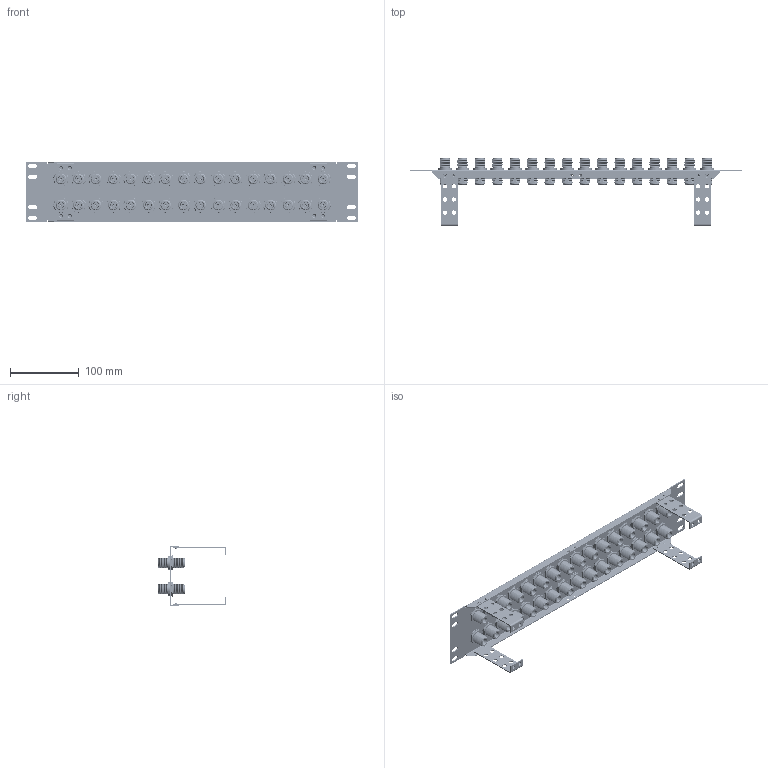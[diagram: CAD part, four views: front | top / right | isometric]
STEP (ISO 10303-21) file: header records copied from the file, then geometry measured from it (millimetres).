
FILE_DESCRIPTION (( 'STEP AP214' ), '1' );
FILE_NAME ('PR35N32CMB.STEP', '2018-11-16T18:33:42', ( '' ), ( '' ), 'SwSTEP 2.0', 'SolidWorks 2017', '' );
FILE_SCHEMA (( 'AUTOMOTIVE_DESIGN' ));
Length unit declared in the file: inch
Products named in the file (8): AXA-NFNFB; LOCKWASH-INT.625; 3AA02-017; 1AP08-005; 91771A111_91099A152; PR-CMB-B175; AXA-NFNFB_body; PR35N32CMB
Assembly tree (48 placements, depth 3):
  PR35N32CMB
    1AP08-005
    AXA-NFNFB  x32
      AXA-NFNFB_body
      LOCKWASH-INT.625
      3AA02-017
    PR-CMB-B175  x4
    91771A111_91099A152  x8
Bounding box: 482.6 x 97.98 x 88.39 mm (x, y, z)
Volume: 267952 mm3; surface area: 275662.9 mm2
Topology: 109 solids, 109 shells, 23265 faces, 61998 edges, 37116 vertices
Faces by surface type: plane 7093, cone 5384, cylinder 5228, sphere 3008, bspline 2424, torus 128
Entity records: 86182 total; most frequent: CARTESIAN_POINT 31794, ORIENTED_EDGE 9454, DIRECTION 7312, EDGE_CURVE 4727, VERTEX_POINT 3018, VECTOR 2670, LINE 2670, AXIS2_PLACEMENT_3D 2321
